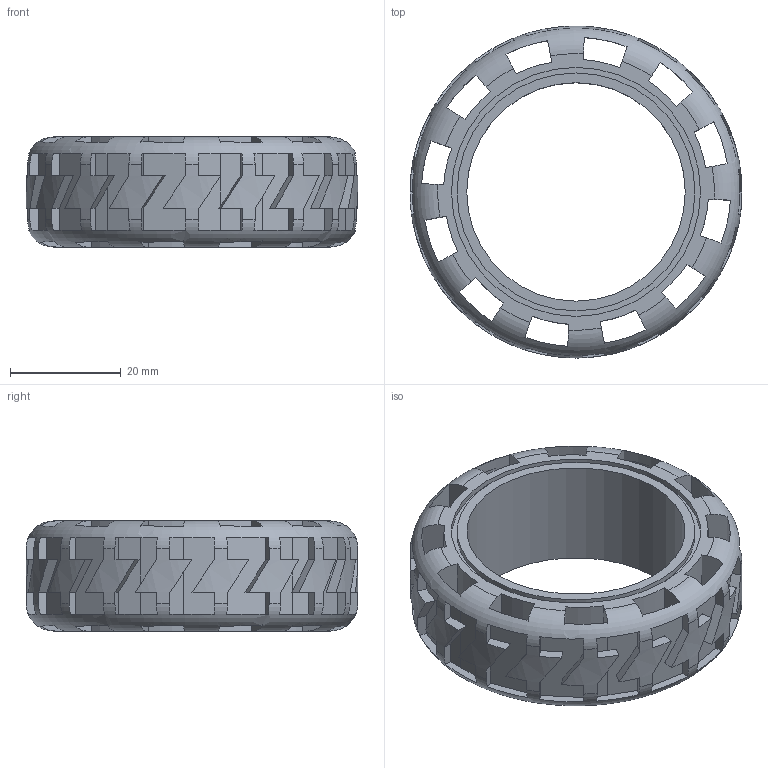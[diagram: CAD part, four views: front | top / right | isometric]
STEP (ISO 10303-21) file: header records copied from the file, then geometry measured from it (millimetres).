
FILE_DESCRIPTION(('FreeCAD Model'),'2;1');
FILE_NAME('Open CASCADE Shape Model','2025-10-03T17:36:50',('Author'),( ''),'Open CASCADE STEP processor 7.8','FreeCAD','Unknown');
FILE_SCHEMA(('AUTOMOTIVE_DESIGN { 1 0 10303 214 1 1 1 1 }'));
Length unit declared in the file: millimetre
Products named in the file (1): Tire
Bounding box: 60 x 59.99 x 19.9 mm (x, y, z)
Volume: 19807.1 mm3; surface area: 15276.9 mm2
Topology: 1 solids, 1 shells, 277 faces, 885 edges, 590 vertices
Faces by surface type: plane 228, cylinder 47, torus 2
Full cylindrical faces by diameter (mm): 39.5 x1, 43 x2, 45 x2
Entity records: 11425 total; most frequent: CARTESIAN_POINT 3625, ORIENTED_EDGE 1770, DIRECTION 1505, EDGE_CURVE 885, VERTEX_POINT 590, LINE 533, VECTOR 533, AXIS2_PLACEMENT_3D 486
